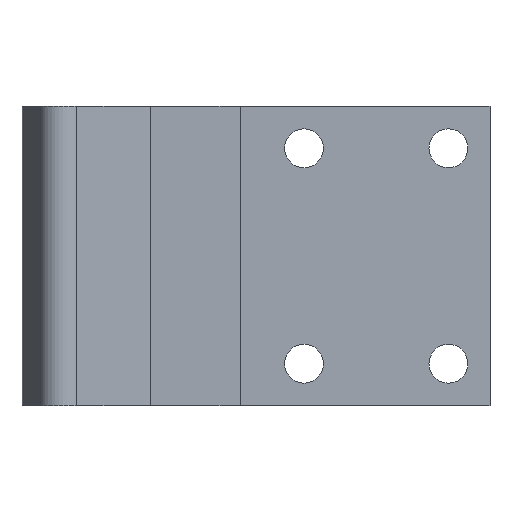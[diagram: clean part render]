
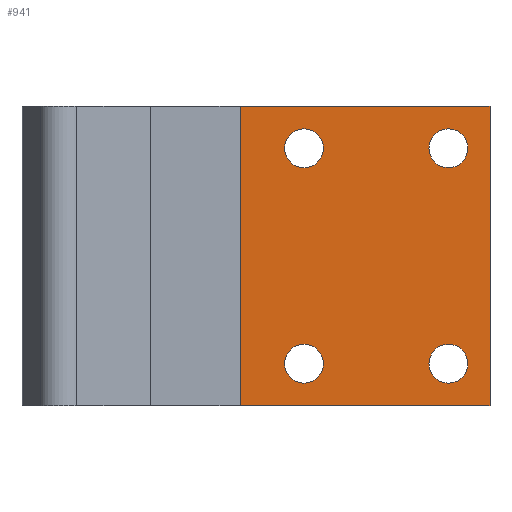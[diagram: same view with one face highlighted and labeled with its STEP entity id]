
A CAD part, left-side view. The second image highlights one B-rep face of the part: STEP entity #941.
In plain terms, the highlighted planar face has unit normal (-1, 0, 0).
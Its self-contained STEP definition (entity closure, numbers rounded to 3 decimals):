
#15=FACE_BOUND('',#123,.T.);
#16=FACE_BOUND('',#124,.T.);
#17=FACE_BOUND('',#125,.T.);
#18=FACE_BOUND('',#126,.T.);
#38=PLANE('',#1012);
#75=FACE_OUTER_BOUND('',#122,.T.);
#122=EDGE_LOOP('',(#674,#675,#676,#677));
#123=EDGE_LOOP('',(#678));
#124=EDGE_LOOP('',(#679));
#125=EDGE_LOOP('',(#680));
#126=EDGE_LOOP('',(#681));
#190=LINE('',#1368,#295);
#194=LINE('',#1377,#299);
#195=LINE('',#1378,#300);
#196=LINE('',#1379,#301);
#295=VECTOR('',#1112,10.);
#299=VECTOR('',#1118,10.);
#300=VECTOR('',#1119,10.);
#301=VECTOR('',#1120,10.);
#398=CIRCLE('',#1001,1.75);
#400=CIRCLE('',#1004,1.75);
#402=CIRCLE('',#1007,1.75);
#404=CIRCLE('',#1010,1.75);
#428=VERTEX_POINT('',#1344);
#430=VERTEX_POINT('',#1350);
#432=VERTEX_POINT('',#1356);
#434=VERTEX_POINT('',#1362);
#435=VERTEX_POINT('',#1366);
#436=VERTEX_POINT('',#1367);
#439=VERTEX_POINT('',#1375);
#440=VERTEX_POINT('',#1376);
#520=EDGE_CURVE('',#428,#428,#398,.T.);
#523=EDGE_CURVE('',#430,#430,#400,.T.);
#526=EDGE_CURVE('',#432,#432,#402,.T.);
#529=EDGE_CURVE('',#434,#434,#404,.T.);
#530=EDGE_CURVE('',#435,#436,#190,.T.);
#534=EDGE_CURVE('',#439,#440,#194,.T.);
#535=EDGE_CURVE('',#439,#436,#195,.T.);
#536=EDGE_CURVE('',#440,#435,#196,.T.);
#674=ORIENTED_EDGE('',*,*,#534,.F.);
#675=ORIENTED_EDGE('',*,*,#535,.T.);
#676=ORIENTED_EDGE('',*,*,#530,.F.);
#677=ORIENTED_EDGE('',*,*,#536,.F.);
#678=ORIENTED_EDGE('',*,*,#520,.T.);
#679=ORIENTED_EDGE('',*,*,#523,.T.);
#680=ORIENTED_EDGE('',*,*,#526,.T.);
#681=ORIENTED_EDGE('',*,*,#529,.T.);
#941=ADVANCED_FACE('',(#75,#15,#16,#17,#18),#38,.T.);
#1001=AXIS2_PLACEMENT_3D('',#1346,#1087,#1088);
#1004=AXIS2_PLACEMENT_3D('',#1352,#1094,#1095);
#1007=AXIS2_PLACEMENT_3D('',#1358,#1101,#1102);
#1010=AXIS2_PLACEMENT_3D('',#1364,#1108,#1109);
#1012=AXIS2_PLACEMENT_3D('',#1374,#1116,#1117);
#1087=DIRECTION('center_axis',(1.,0.,0.));
#1088=DIRECTION('ref_axis',(0.,-1.,0.));
#1094=DIRECTION('center_axis',(1.,0.,0.));
#1095=DIRECTION('ref_axis',(0.,-1.,0.));
#1101=DIRECTION('center_axis',(1.,0.,0.));
#1102=DIRECTION('ref_axis',(0.,-1.,0.));
#1108=DIRECTION('center_axis',(1.,0.,0.));
#1109=DIRECTION('ref_axis',(0.,-1.,0.));
#1112=DIRECTION('',(0.,0.,-1.));
#1116=DIRECTION('center_axis',(-1.,0.,0.));
#1117=DIRECTION('ref_axis',(0.,-1.,0.));
#1118=DIRECTION('',(0.,0.,1.));
#1119=DIRECTION('',(0.,-1.,0.));
#1120=DIRECTION('',(0.,-1.,0.));
#1344=CARTESIAN_POINT('',(-17.75,44.321,26.2));
#1346=CARTESIAN_POINT('Origin',(-17.75,42.571,26.2));
#1350=CARTESIAN_POINT('',(-17.75,44.321,6.8));
#1352=CARTESIAN_POINT('Origin',(-17.75,42.571,6.8));
#1356=CARTESIAN_POINT('',(-17.75,57.321,6.8));
#1358=CARTESIAN_POINT('Origin',(-17.75,55.571,6.8));
#1362=CARTESIAN_POINT('',(-17.75,57.321,26.2));
#1364=CARTESIAN_POINT('Origin',(-17.75,55.571,26.2));
#1366=CARTESIAN_POINT('',(-17.75,38.821,30.));
#1367=CARTESIAN_POINT('',(-17.75,38.821,3.));
#1368=CARTESIAN_POINT('',(-17.75,38.821,30.));
#1374=CARTESIAN_POINT('Origin',(-17.75,63.821,3.));
#1375=CARTESIAN_POINT('',(-17.75,61.321,3.));
#1376=CARTESIAN_POINT('',(-17.75,61.321,30.));
#1377=CARTESIAN_POINT('',(-17.75,61.321,3.));
#1378=CARTESIAN_POINT('',(-17.75,63.821,3.));
#1379=CARTESIAN_POINT('',(-17.75,63.821,30.));
